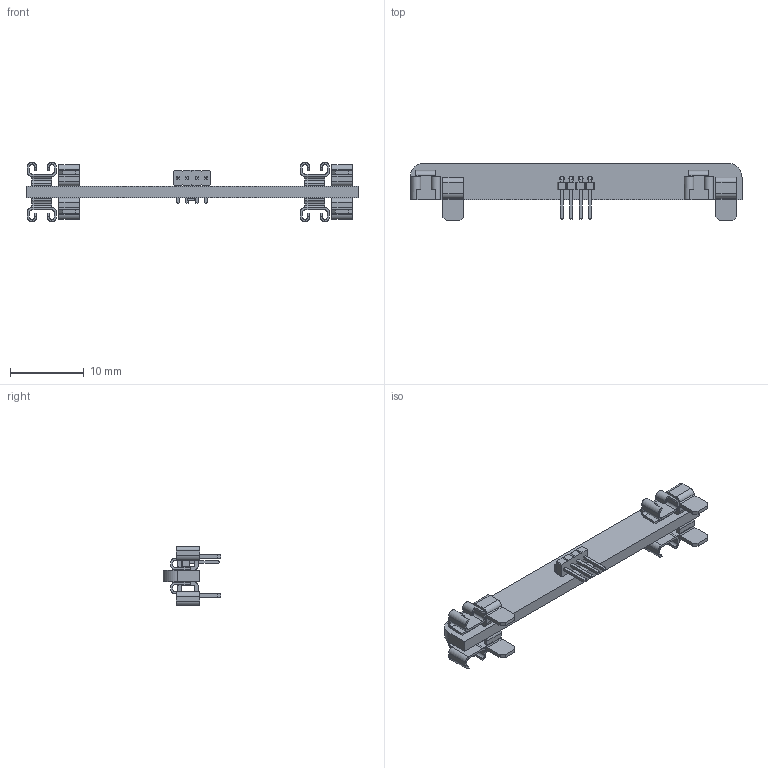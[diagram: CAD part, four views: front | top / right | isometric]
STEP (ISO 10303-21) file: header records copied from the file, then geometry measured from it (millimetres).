
FILE_DESCRIPTION(('KiCad electronic assembly'),'2;1');
FILE_NAME('End Cap.step','2024-12-29T12:21:12',('Pcbnew'),('Kicad'), 'Open CASCADE STEP processor 7.6','KiCad to STEP converter','Unknown' );
FILE_SCHEMA(('AUTOMOTIVE_DESIGN { 1 0 10303 214 1 1 1 1 }'));
Length unit declared in the file: millimetre
Products named in the file (10): End Cap 1; PinHeader_1x04_P1.27mm_Horizontal; PinHeader_1x04_P127mm_Horizontal; Keystone 3569 half; Keystone 3579; R_0402_1005Metric; End Cap_PCB
Assembly tree (15 placements, depth 3):
  End Cap 1
    PinHeader_1x04_P1.27mm_Horizontal
      PinHeader_1x04_P127mm_Horizontal
    Keystone 3569 half  x4
      Keystone 3569 half
    Keystone 3579  x4
      Keystone 3579
    R_0402_1005Metric
      R_0402_1005Metric
    End Cap_PCB
Bounding box: 45 x 7.85 x 8.05 mm (x, y, z)
Volume: 479.6 mm3; surface area: 1349.3 mm2
Topology: 11 solids, 11 shells, 424 faces, 1130 edges, 736 vertices
Faces by surface type: plane 302, cylinder 122
Full cylindrical faces by diameter (mm): 0.65 x4
Entity records: 7813 total; most frequent: CARTESIAN_POINT 1166, ORIENTED_EDGE 1132, DIRECTION 1130, EDGE_CURVE 566, LINE 474, VECTOR 474, VERTEX_POINT 364, AXIS2_PLACEMENT_3D 328
